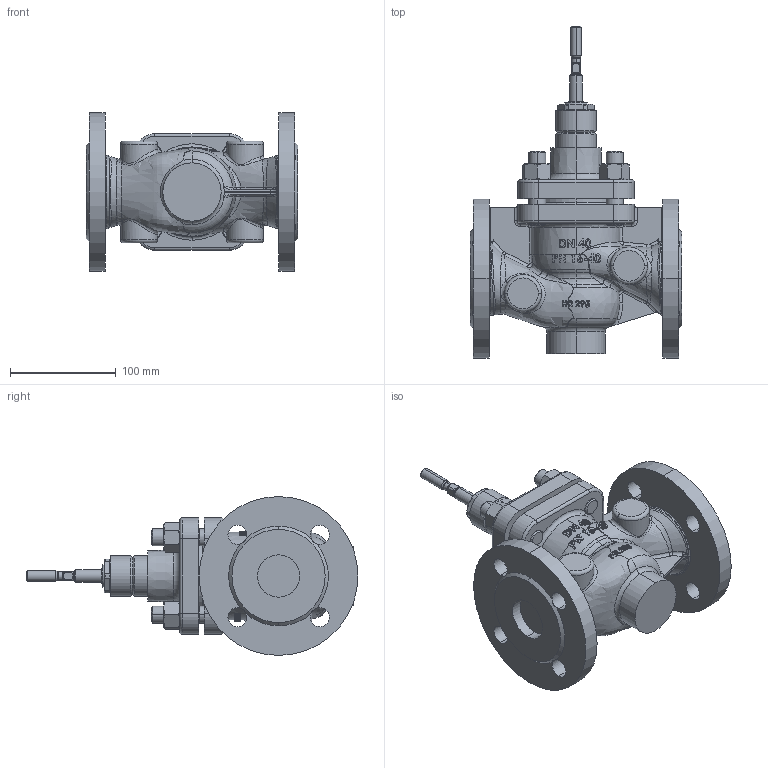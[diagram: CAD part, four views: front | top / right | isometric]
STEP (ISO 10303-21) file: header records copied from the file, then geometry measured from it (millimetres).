
FILE_DESCRIPTION (( 'STEP AP214' ), '1' );
FILE_NAME ('BR225 DN40 XXX PN16-40 for MC_STEP (Defeature).STEP', '2015-02-26T14:34:57', ( 'tdietz' ), ( '' ), 'SwSTEP 2.0', 'SolidWorks 2014', '' );
FILE_SCHEMA (( 'AUTOMOTIVE_DESIGN' ));
Length unit declared in the file: millimetre
Products named in the file (1): BR225 DN40 XXX PN16-40 for MC_STEP (Defeature)
Bounding box: 200 x 313.5 x 150 mm (x, y, z)
Volume: 2022913.8 mm3; surface area: 216978 mm2
Topology: 1 solids, 1 shells, 1013 faces, 2691 edges, 1732 vertices
Faces by surface type: plane 361, bspline 276, cylinder 183, cone 90, torus 80, sphere 23
Entity records: 200188 total; most frequent: CARTESIAN_POINT 174841, ORIENTED_EDGE 5328, DIRECTION 4106, EDGE_CURVE 2664, VERTEX_POINT 1716, AXIS2_PLACEMENT_3D 1619, EDGE_LOOP 1100, ADVANCED_FACE 1013
